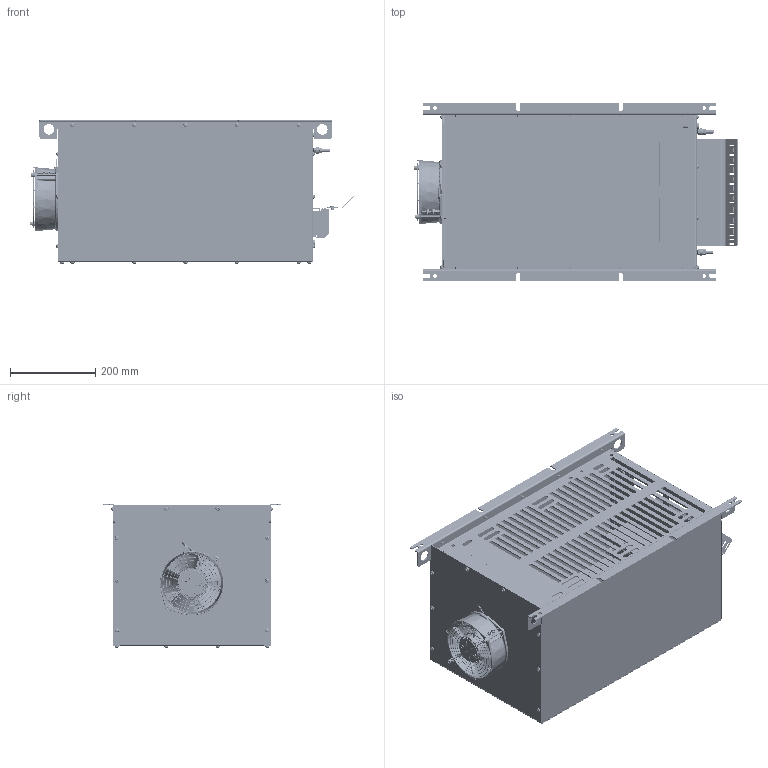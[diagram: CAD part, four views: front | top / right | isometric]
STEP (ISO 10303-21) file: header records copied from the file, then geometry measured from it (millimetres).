
FILE_DESCRIPTION(/* description */ (''),/* implementation_level */ '2;1');
FILE_NAME(/* name */ 'X5 IP20 ef1.stp',/* time_stamp */ '2014-08-22T15:52:36+02:00',/* author */ ('MK'),/* organization */ (''),/* preprocessor_version */ 'ST-DEVELOPER v15.6',/* originating_system */ 'Autodesk Inventor 2015',/* authorisation */ '');
FILE_SCHEMA (('AUTOMOTIVE_DESIGN { 1 0 10303 214 3 1 1 }'));
Products named in the file (31): 10100398 Deckel X5_X6; 10100399 Seitenwand X5; 10100396 Anschlussblech X5; 10100397 Lüfterblech X5; 10900009 Schutzgitter LZ 24; 11100001 Sicherungshalter 6_3x32; DIN 7985 (H) - M5x10-H; 11100001-2 Kappe; DIN 128 - A5; DIN 933 - M8  x 40; DIN 555-5 - M8; DIN 125 - A 8,4; DIN 128 - A8; DIN 6798 - A  8,4; Klemmenblech X5; Zugentlastung X5; ISO 4762 - M4 x 6DIN EN ISO; Hutschiene 35x7x250mm; WDU_50N_1820840000; WDU_16_1020400000; WEW_35_1_1059000000; WDU_2_5_1020000000; WAP_16; WEW_35_2_1061200000; WDU50+16+2,5; 10100258 Bodenblech X5_X6; DIN 912 - M5 x 0,8 x 50 x 22; DIN 125 - A 5,3; 11100001-1 Mutter M12; 10900031 Lüfter W2S130BM0301; X5 IP20 ef1
Bounding box: 758.46 x 418 x 336.32 mm (x, y, z)
Volume: 2494662.5 mm3; surface area: 2768998 mm2
Topology: 111 solids, 165 shells, 8073 faces, 23091 edges, 15406 vertices
Faces by surface type: plane 4720, cylinder 2040, cone 706, torus 398, bspline 160, sphere 49
Full cylindrical faces by diameter (mm): 1 x2, 1.396 x8, 1.5 x1, 1.9 x2, 2.5 x4, 3.242 x7, 3.95 x3, 4 x8, 4.134 x40, 4.25 x12, 4.6 x40, 5 x44, 5.2 x2, 5.3 x2, 5.4 x2, 5.6 x1, 6 x11, 6.5 x32, 6.647 x4, 6.8 x14, 7 x14, 7.323 x2, 8 x2, 8.2 x4, 8.4 x10, 8.5 x9, 9 x8, 9.2 x2, 9.4 x3, 9.5 x2
Entity records: 134524 total; most frequent: CARTESIAN_POINT 40908, DIRECTION 18875, ORIENTED_EDGE 18373, EDGE_CURVE 9862, VERTEX_POINT 6815, AXIS2_PLACEMENT_3D 6550, LINE 5775, VECTOR 5775
